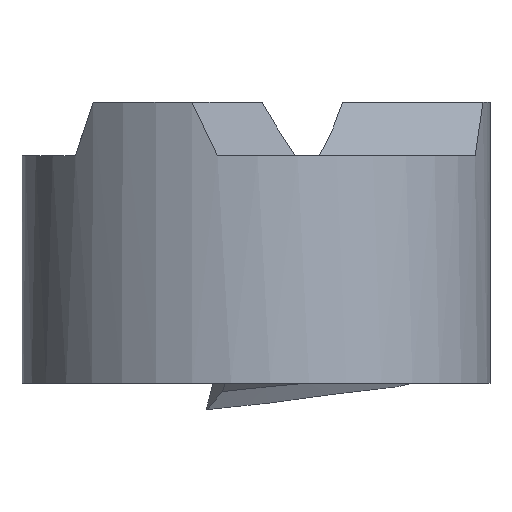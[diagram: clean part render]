
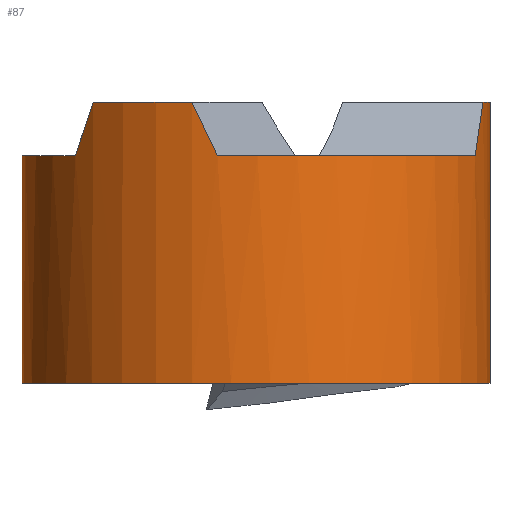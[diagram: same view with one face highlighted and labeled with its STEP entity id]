
A CAD part, left-side view. The second image highlights one B-rep face of the part: STEP entity #87.
In plain terms, the highlighted cylindrical face has radius 3.5 mm (diameter 7 mm), a partial arc.
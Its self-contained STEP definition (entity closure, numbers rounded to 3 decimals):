
#46=CYLINDRICAL_SURFACE('',#762,3.5);
#53=(
BOUNDED_CURVE()
B_SPLINE_CURVE(3,(#1164,#1165,#1166,#1167),.UNSPECIFIED.,.F.,.F.)
B_SPLINE_CURVE_WITH_KNOTS((4,4),(0.,1.),.UNSPECIFIED.)
CURVE()
GEOMETRIC_REPRESENTATION_ITEM()
RATIONAL_B_SPLINE_CURVE((1.,1.,1.,1.))
REPRESENTATION_ITEM('')
);
#54=(
BOUNDED_CURVE()
B_SPLINE_CURVE(3,(#1170,#1171,#1172,#1173),.UNSPECIFIED.,.F.,.F.)
B_SPLINE_CURVE_WITH_KNOTS((4,4),(0.,1.),.UNSPECIFIED.)
CURVE()
GEOMETRIC_REPRESENTATION_ITEM()
RATIONAL_B_SPLINE_CURVE((1.,0.998,0.998,1.))
REPRESENTATION_ITEM('')
);
#55=(
BOUNDED_CURVE()
B_SPLINE_CURVE(3,(#1178,#1179,#1180,#1181),.UNSPECIFIED.,.F.,.F.)
B_SPLINE_CURVE_WITH_KNOTS((4,4),(0.,1.),.UNSPECIFIED.)
CURVE()
GEOMETRIC_REPRESENTATION_ITEM()
RATIONAL_B_SPLINE_CURVE((1.,0.999,0.999,1.))
REPRESENTATION_ITEM('')
);
#56=(
BOUNDED_CURVE()
B_SPLINE_CURVE(3,(#1185,#1186,#1187,#1188),.UNSPECIFIED.,.F.,.F.)
B_SPLINE_CURVE_WITH_KNOTS((4,4),(0.,1.),.UNSPECIFIED.)
CURVE()
GEOMETRIC_REPRESENTATION_ITEM()
RATIONAL_B_SPLINE_CURVE((1.,0.999,0.999,1.))
REPRESENTATION_ITEM('')
);
#57=(
BOUNDED_CURVE()
B_SPLINE_CURVE(3,(#1192,#1193,#1194,#1195),.UNSPECIFIED.,.F.,.F.)
B_SPLINE_CURVE_WITH_KNOTS((4,4),(0.,1.),.UNSPECIFIED.)
CURVE()
GEOMETRIC_REPRESENTATION_ITEM()
RATIONAL_B_SPLINE_CURVE((1.,0.999,0.999,1.))
REPRESENTATION_ITEM('')
);
#87=ADVANCED_FACE('',(#145),#46,.T.);
#145=FACE_OUTER_BOUND('',#188,.T.);
#188=EDGE_LOOP('',(#288,#289,#290,#291,#292,#293,#294,#295,#296,#297,#298));
#217=CIRCLE('',#740,3.5);
#227=CIRCLE('',#758,3.5);
#228=CIRCLE('',#759,3.5);
#229=CIRCLE('',#760,3.5);
#230=CIRCLE('',#761,3.5);
#288=ORIENTED_EDGE('',*,*,#535,.T.);
#289=ORIENTED_EDGE('',*,*,#536,.T.);
#290=ORIENTED_EDGE('',*,*,#507,.T.);
#291=ORIENTED_EDGE('',*,*,#537,.T.);
#292=ORIENTED_EDGE('',*,*,#538,.T.);
#293=ORIENTED_EDGE('',*,*,#539,.T.);
#294=ORIENTED_EDGE('',*,*,#540,.T.);
#295=ORIENTED_EDGE('',*,*,#541,.T.);
#296=ORIENTED_EDGE('',*,*,#542,.T.);
#297=ORIENTED_EDGE('',*,*,#543,.T.);
#298=ORIENTED_EDGE('',*,*,#544,.T.);
#441=VERTEX_POINT('',#1047);
#442=VERTEX_POINT('',#1049);
#462=VERTEX_POINT('',#1168);
#463=VERTEX_POINT('',#1169);
#464=VERTEX_POINT('',#1175);
#465=VERTEX_POINT('',#1177);
#466=VERTEX_POINT('',#1182);
#467=VERTEX_POINT('',#1184);
#468=VERTEX_POINT('',#1189);
#469=VERTEX_POINT('',#1191);
#470=VERTEX_POINT('',#1196);
#507=EDGE_CURVE('',#442,#441,#217,.T.);
#535=EDGE_CURVE('',#462,#463,#53,.T.);
#536=EDGE_CURVE('',#463,#442,#54,.T.);
#537=EDGE_CURVE('',#441,#464,#606,.T.);
#538=EDGE_CURVE('',#464,#465,#227,.T.);
#539=EDGE_CURVE('',#465,#466,#55,.T.);
#540=EDGE_CURVE('',#466,#467,#228,.T.);
#541=EDGE_CURVE('',#467,#468,#56,.T.);
#542=EDGE_CURVE('',#468,#469,#229,.T.);
#543=EDGE_CURVE('',#469,#470,#57,.T.);
#544=EDGE_CURVE('',#470,#462,#230,.T.);
#606=LINE('',#1174,#647);
#647=VECTOR('',#849,1.);
#740=AXIS2_PLACEMENT_3D('',#1048,#806,#807);
#758=AXIS2_PLACEMENT_3D('',#1176,#850,#851);
#759=AXIS2_PLACEMENT_3D('',#1183,#852,#853);
#760=AXIS2_PLACEMENT_3D('',#1190,#854,#855);
#761=AXIS2_PLACEMENT_3D('',#1197,#856,#857);
#762=AXIS2_PLACEMENT_3D('',#1198,#858,#859);
#806=DIRECTION('',(0.,0.,1.));
#807=DIRECTION('',(-1.,0.,0.));
#849=DIRECTION('',(0.,0.,1.));
#850=DIRECTION('',(0.,0.,-1.));
#851=DIRECTION('',(1.,0.,0.));
#852=DIRECTION('',(0.,0.,-1.));
#853=DIRECTION('',(1.,0.,0.));
#854=DIRECTION('',(0.,0.,-1.));
#855=DIRECTION('',(1.,0.,0.));
#856=DIRECTION('',(0.,0.,-1.));
#857=DIRECTION('',(1.,0.,0.));
#858=DIRECTION('',(0.,0.,1.));
#859=DIRECTION('',(-1.,0.,0.));
#1047=CARTESIAN_POINT('',(0.,-3.5,-3.5));
#1048=CARTESIAN_POINT('',(0.,0.,-3.5));
#1049=CARTESIAN_POINT('',(2.71,2.215,-3.5));
#1164=CARTESIAN_POINT('',(2.226,2.701,-0.1));
#1165=CARTESIAN_POINT('',(2.264,2.669,0.001));
#1166=CARTESIAN_POINT('',(2.303,2.636,0.103));
#1167=CARTESIAN_POINT('',(2.34,2.603,0.205));
#1168=CARTESIAN_POINT('',(2.226,2.701,-0.1));
#1169=CARTESIAN_POINT('',(2.34,2.603,0.205));
#1170=CARTESIAN_POINT('',(2.34,2.603,0.205));
#1171=CARTESIAN_POINT('',(2.473,2.483,-1.202));
#1172=CARTESIAN_POINT('',(2.597,2.354,-2.44));
#1173=CARTESIAN_POINT('',(2.71,2.215,-3.5));
#1174=CARTESIAN_POINT('',(0.,-3.5,-4.1));
#1175=CARTESIAN_POINT('',(0.,-3.5,0.7));
#1176=CARTESIAN_POINT('',(0.,0.,0.7));
#1177=CARTESIAN_POINT('',(-0.853,-3.394,0.7));
#1178=CARTESIAN_POINT('',(-0.853,-3.394,0.7));
#1179=CARTESIAN_POINT('',(-0.98,-3.363,0.429));
#1180=CARTESIAN_POINT('',(-1.104,-3.324,0.162));
#1181=CARTESIAN_POINT('',(-1.226,-3.278,-0.1));
#1182=CARTESIAN_POINT('',(-1.226,-3.278,-0.1));
#1183=CARTESIAN_POINT('',(0.,0.,-0.1));
#1184=CARTESIAN_POINT('',(-3.452,0.577,-0.1));
#1185=CARTESIAN_POINT('',(-3.452,0.577,-0.1));
#1186=CARTESIAN_POINT('',(-3.431,0.705,0.162));
#1187=CARTESIAN_POINT('',(-3.402,0.833,0.429));
#1188=CARTESIAN_POINT('',(-3.366,0.958,0.7));
#1189=CARTESIAN_POINT('',(-3.366,0.958,0.7));
#1190=CARTESIAN_POINT('',(0.,0.,0.7));
#1191=CARTESIAN_POINT('',(-2.513,2.436,0.7));
#1192=CARTESIAN_POINT('',(-2.513,2.436,0.7));
#1193=CARTESIAN_POINT('',(-2.422,2.53,0.429));
#1194=CARTESIAN_POINT('',(-2.326,2.618,0.162));
#1195=CARTESIAN_POINT('',(-2.226,2.701,-0.1));
#1196=CARTESIAN_POINT('',(-2.226,2.701,-0.1));
#1197=CARTESIAN_POINT('',(0.,0.,-0.1));
#1198=CARTESIAN_POINT('',(0.,0.,-4.1));
